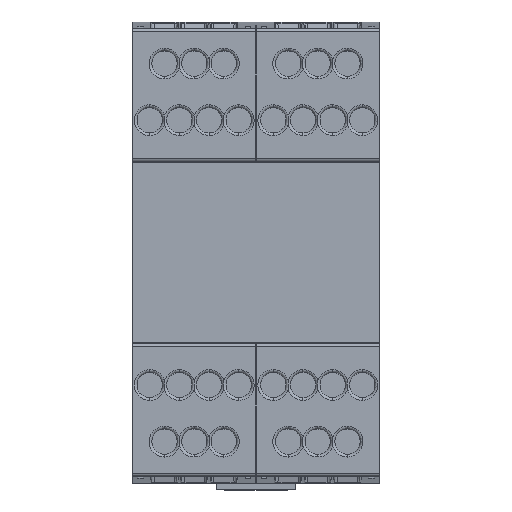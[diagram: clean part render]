
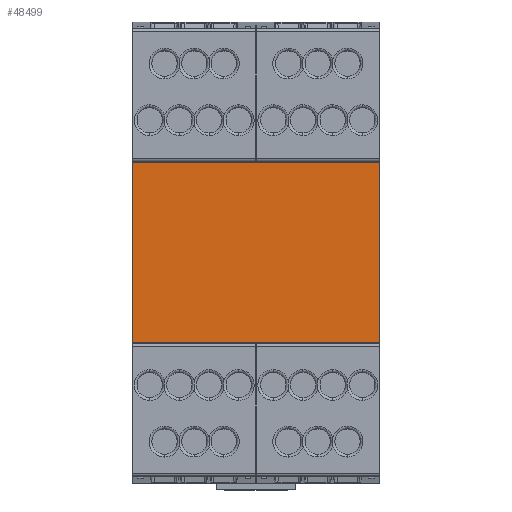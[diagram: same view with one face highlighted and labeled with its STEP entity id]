
A CAD part, top view. The second image highlights one B-rep face of the part: STEP entity #48499.
In plain terms, the highlighted planar face has unit normal (0, 0, 1).
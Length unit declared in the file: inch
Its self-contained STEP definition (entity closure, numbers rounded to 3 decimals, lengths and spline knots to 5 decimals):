
#563 = CARTESIAN_POINT ( 'NONE',  ( 0., 0., 4.64567 ) ) ;
#767 = PLANE ( 'NONE',  #58918 ) ;
#1676 = EDGE_CURVE ( 'NONE', #30950, #37352, #32511, .T. ) ;
#4591 = VECTOR ( 'NONE', #33772, 39.37008 ) ;
#5251 = EDGE_CURVE ( 'NONE', #30684, #48031, #33573, .T. ) ;
#13243 = LINE ( 'NONE', #29168, #4591 ) ;
#19004 = DIRECTION ( 'NONE',  ( 0., 0., -1. ) ) ;
#23119 = ORIENTED_EDGE ( 'NONE', *, *, #5251, .F. ) ;
#23172 = DIRECTION ( 'NONE',  ( 0., 1., 0. ) ) ;
#26492 = VECTOR ( 'NONE', #44642, 39.37008 ) ;
#29168 = CARTESIAN_POINT ( 'NONE',  ( -0.88583, -0.64764, 4.64567 ) ) ;
#30684 = VERTEX_POINT ( 'NONE', #46420 ) ;
#30950 = VERTEX_POINT ( 'NONE', #40522 ) ;
#32511 = LINE ( 'NONE', #49188, #52509 ) ;
#32930 = ORIENTED_EDGE ( 'NONE', *, *, #42103, .F. ) ;
#33573 = LINE ( 'NONE', #55363, #54974 ) ;
#33772 = DIRECTION ( 'NONE',  ( -1., 0., 0. ) ) ;
#34157 = ORIENTED_EDGE ( 'NONE', *, *, #46862, .F. ) ;
#35814 = LINE ( 'NONE', #39672, #26492 ) ;
#37352 = VERTEX_POINT ( 'NONE', #47802 ) ;
#39672 = CARTESIAN_POINT ( 'NONE',  ( 0., 0.64764, 4.64567 ) ) ;
#40522 = CARTESIAN_POINT ( 'NONE',  ( 0.88583, 0.64764, 4.64567 ) ) ;
#40836 = FACE_OUTER_BOUND ( 'NONE', #47060, .T. ) ;
#42103 = EDGE_CURVE ( 'NONE', #48031, #30950, #35814, .T. ) ;
#44642 = DIRECTION ( 'NONE',  ( 1., 0., 0. ) ) ;
#46420 = CARTESIAN_POINT ( 'NONE',  ( -0.88583, -0.64764, 4.64567 ) ) ;
#46862 = EDGE_CURVE ( 'NONE', #37352, #30684, #13243, .T. ) ;
#47060 = EDGE_LOOP ( 'NONE', ( #23119, #34157, #48227, #32930 ) ) ;
#47802 = CARTESIAN_POINT ( 'NONE',  ( 0.88583, -0.64764, 4.64567 ) ) ;
#48031 = VERTEX_POINT ( 'NONE', #50508 ) ;
#48227 = ORIENTED_EDGE ( 'NONE', *, *, #1676, .F. ) ;
#48499 = ADVANCED_FACE ( 'NONE', ( #40836 ), #767, .F. ) ;
#49188 = CARTESIAN_POINT ( 'NONE',  ( 0.88583, 1.5748, 4.64567 ) ) ;
#50508 = CARTESIAN_POINT ( 'NONE',  ( -0.88583, 0.64764, 4.64567 ) ) ;
#50961 = DIRECTION ( 'NONE',  ( -1., 0., 0. ) ) ;
#52509 = VECTOR ( 'NONE', #58375, 39.37008 ) ;
#54974 = VECTOR ( 'NONE', #23172, 39.37008 ) ;
#55363 = CARTESIAN_POINT ( 'NONE',  ( -0.88583, 0., 4.64567 ) ) ;
#58375 = DIRECTION ( 'NONE',  ( 0., -1., 0. ) ) ;
#58918 = AXIS2_PLACEMENT_3D ( 'NONE', #563, #19004, #50961 ) ;
